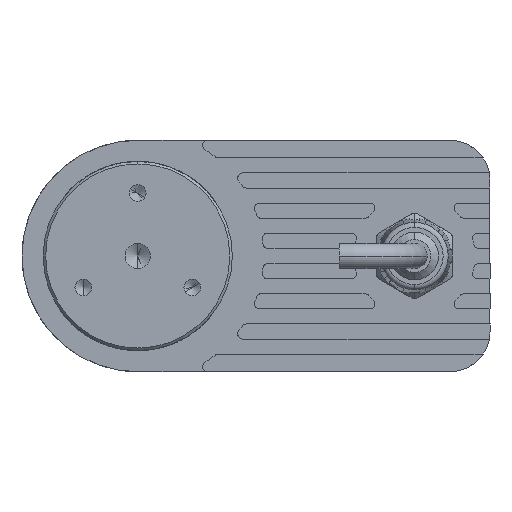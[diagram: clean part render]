
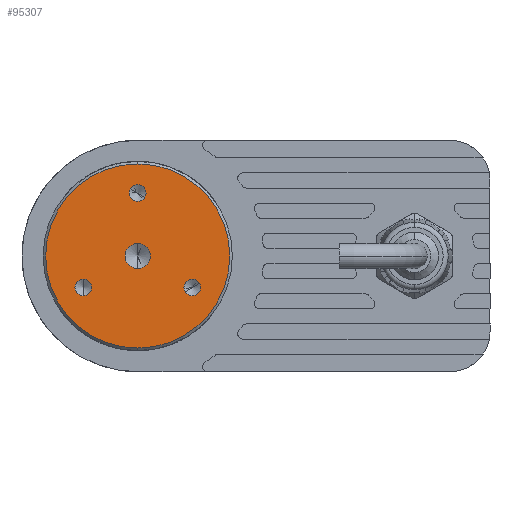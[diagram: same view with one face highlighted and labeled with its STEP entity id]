
A CAD part, left-side view. The second image highlights one B-rep face of the part: STEP entity #95307.
In plain terms, the highlighted planar face has unit normal (-1, 0, 0).
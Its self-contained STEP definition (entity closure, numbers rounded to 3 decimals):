
#306 = DIRECTION ( 'NONE',  ( 0., -0.866, -0.5 ) ) ;
#1180 = CARTESIAN_POINT ( 'NONE',  ( -57.08, -10.825, -6.25 ) ) ;
#3787 = ORIENTED_EDGE ( 'NONE', *, *, #25750, .F. ) ;
#4075 = EDGE_CURVE ( 'NONE', #120981, #36110, #11184, .T. ) ;
#4527 = DIRECTION ( 'NONE',  ( 0., 0., 1. ) ) ;
#10629 = DIRECTION ( 'NONE',  ( 0., 0.866, -0.5 ) ) ;
#10808 = ORIENTED_EDGE ( 'NONE', *, *, #64218, .T. ) ;
#11184 = CIRCLE ( 'NONE', #24069, 1.65 ) ;
#11931 = CARTESIAN_POINT ( 'NONE',  ( -57.08, -1.429, 11.675 ) ) ;
#12053 = EDGE_LOOP ( 'NONE', ( #102270, #18716 ) ) ;
#17015 = CARTESIAN_POINT ( 'NONE',  ( -57.08, -12.254, -5.425 ) ) ;
#18604 = VERTEX_POINT ( 'NONE', #66635 ) ;
#18684 = DIRECTION ( 'NONE',  ( -1., 0., 0. ) ) ;
#18716 = ORIENTED_EDGE ( 'NONE', *, *, #23642, .F. ) ;
#19656 = DIRECTION ( 'NONE',  ( -1., 0., 0. ) ) ;
#20946 = FACE_BOUND ( 'NONE', #113665, .T. ) ;
#21694 = EDGE_LOOP ( 'NONE', ( #66936, #87192 ) ) ;
#23642 = EDGE_CURVE ( 'NONE', #75737, #40709, #91921, .T. ) ;
#24069 = AXIS2_PLACEMENT_3D ( 'NONE', #112350, #56300, #306 ) ;
#24280 = AXIS2_PLACEMENT_3D ( 'NONE', #42318, #107759, #51694 ) ;
#25750 = EDGE_CURVE ( 'NONE', #50438, #78821, #48728, .T. ) ;
#26472 = AXIS2_PLACEMENT_3D ( 'NONE', #74699, #18684, #84081 ) ;
#28375 = CARTESIAN_POINT ( 'NONE',  ( -57.08, 0., 0. ) ) ;
#30090 = DIRECTION ( 'NONE',  ( -1., 0., 0. ) ) ;
#30333 = ORIENTED_EDGE ( 'NONE', *, *, #4075, .F. ) ;
#31153 = AXIS2_PLACEMENT_3D ( 'NONE', #38428, #103884, #47813 ) ;
#36014 = AXIS2_PLACEMENT_3D ( 'NONE', #28375, #93830, #37802 ) ;
#36110 = VERTEX_POINT ( 'NONE', #79119 ) ;
#36822 = VERTEX_POINT ( 'NONE', #112835 ) ;
#36837 = EDGE_CURVE ( 'NONE', #40709, #75737, #74150, .T. ) ;
#37619 = DIRECTION ( 'NONE',  ( -1., 0., 0. ) ) ;
#37802 = DIRECTION ( 'NONE',  ( 0., 0., 1. ) ) ;
#38035 = VERTEX_POINT ( 'NONE', #109977 ) ;
#38428 = CARTESIAN_POINT ( 'NONE',  ( -57.08, 10.825, -6.25 ) ) ;
#40709 = VERTEX_POINT ( 'NONE', #103869 ) ;
#40886 = DIRECTION ( 'NONE',  ( -1., 0., 0. ) ) ;
#41530 = PLANE ( 'NONE',  #24280 ) ;
#42318 = CARTESIAN_POINT ( 'NONE',  ( -57.08, 0., 0. ) ) ;
#43861 = AXIS2_PLACEMENT_3D ( 'NONE', #86065, #30090, #95540 ) ;
#45827 = FACE_BOUND ( 'NONE', #117055, .T. ) ;
#47813 = DIRECTION ( 'NONE',  ( 0., 0., 1. ) ) ;
#48728 = CIRCLE ( 'NONE', #43861, 1.65 ) ;
#48843 = CIRCLE ( 'NONE', #86736, 2.5 ) ;
#50438 = VERTEX_POINT ( 'NONE', #70075 ) ;
#51694 = DIRECTION ( 'NONE',  ( 0., 0., 1. ) ) ;
#51793 = CIRCLE ( 'NONE', #105281, 18.3 ) ;
#56300 = DIRECTION ( 'NONE',  ( -1., 0., 0. ) ) ;
#57628 = AXIS2_PLACEMENT_3D ( 'NONE', #1180, #66598, #10629 ) ;
#58886 = ORIENTED_EDGE ( 'NONE', *, *, #102934, .T. ) ;
#59571 = EDGE_CURVE ( 'NONE', #78821, #50438, #78678, .T. ) ;
#60568 = DIRECTION ( 'NONE',  ( -1., 0., 0. ) ) ;
#64218 = EDGE_CURVE ( 'NONE', #38035, #18604, #105977, .T. ) ;
#66598 = DIRECTION ( 'NONE',  ( -1., 0., 0. ) ) ;
#66635 = CARTESIAN_POINT ( 'NONE',  ( -57.08, 0., 18.3 ) ) ;
#66936 = ORIENTED_EDGE ( 'NONE', *, *, #69270, .F. ) ;
#67724 = FACE_BOUND ( 'NONE', #21694, .T. ) ;
#69270 = EDGE_CURVE ( 'NONE', #36822, #91934, #48843, .T. ) ;
#70075 = CARTESIAN_POINT ( 'NONE',  ( -57.08, -9.396, -7.075 ) ) ;
#74150 = CIRCLE ( 'NONE', #31153, 1.65 ) ;
#74699 = CARTESIAN_POINT ( 'NONE',  ( -57.08, 0., 12.5 ) ) ;
#75642 = CARTESIAN_POINT ( 'NONE',  ( -57.08, 0., 0. ) ) ;
#75737 = VERTEX_POINT ( 'NONE', #84558 ) ;
#76695 = ORIENTED_EDGE ( 'NONE', *, *, #59571, .F. ) ;
#78678 = CIRCLE ( 'NONE', #57628, 1.65 ) ;
#78821 = VERTEX_POINT ( 'NONE', #17015 ) ;
#79119 = CARTESIAN_POINT ( 'NONE',  ( -57.08, 1.429, 13.325 ) ) ;
#84081 = DIRECTION ( 'NONE',  ( 0., -0.866, -0.5 ) ) ;
#84558 = CARTESIAN_POINT ( 'NONE',  ( -57.08, 10.825, -7.9 ) ) ;
#85050 = DIRECTION ( 'NONE',  ( 0., 0., 1. ) ) ;
#86065 = CARTESIAN_POINT ( 'NONE',  ( -57.08, -10.825, -6.25 ) ) ;
#86736 = AXIS2_PLACEMENT_3D ( 'NONE', #75642, #19656, #85050 ) ;
#87192 = ORIENTED_EDGE ( 'NONE', *, *, #107491, .F. ) ;
#88240 = AXIS2_PLACEMENT_3D ( 'NONE', #93649, #37619, #103074 ) ;
#89831 = CARTESIAN_POINT ( 'NONE',  ( -57.08, 0., -2.5 ) ) ;
#91921 = CIRCLE ( 'NONE', #88240, 1.65 ) ;
#91934 = VERTEX_POINT ( 'NONE', #89831 ) ;
#92634 = FACE_BOUND ( 'NONE', #12053, .T. ) ;
#93404 = EDGE_CURVE ( 'NONE', #36110, #120981, #105095, .T. ) ;
#93649 = CARTESIAN_POINT ( 'NONE',  ( -57.08, 10.825, -6.25 ) ) ;
#93830 = DIRECTION ( 'NONE',  ( -1., 0., 0. ) ) ;
#95307 = ADVANCED_FACE ( 'NONE', ( #117488, #45827, #20946, #92634, #67724 ), #41530, .T. ) ;
#95540 = DIRECTION ( 'NONE',  ( 0., 0.866, -0.5 ) ) ;
#96919 = CARTESIAN_POINT ( 'NONE',  ( -57.08, 0., 0. ) ) ;
#97173 = ORIENTED_EDGE ( 'NONE', *, *, #93404, .F. ) ;
#102270 = ORIENTED_EDGE ( 'NONE', *, *, #36837, .F. ) ;
#102934 = EDGE_CURVE ( 'NONE', #18604, #38035, #51793, .T. ) ;
#103074 = DIRECTION ( 'NONE',  ( 0., 0., 1. ) ) ;
#103869 = CARTESIAN_POINT ( 'NONE',  ( -57.08, 10.825, -4.6 ) ) ;
#103884 = DIRECTION ( 'NONE',  ( -1., 0., 0. ) ) ;
#105095 = CIRCLE ( 'NONE', #26472, 1.65 ) ;
#105281 = AXIS2_PLACEMENT_3D ( 'NONE', #116573, #60568, #4527 ) ;
#105745 = EDGE_LOOP ( 'NONE', ( #10808, #58886 ) ) ;
#105977 = CIRCLE ( 'NONE', #36014, 18.3 ) ;
#106311 = DIRECTION ( 'NONE',  ( 0., 0., 1. ) ) ;
#107491 = EDGE_CURVE ( 'NONE', #91934, #36822, #115353, .T. ) ;
#107759 = DIRECTION ( 'NONE',  ( -1., 0., 0. ) ) ;
#109977 = CARTESIAN_POINT ( 'NONE',  ( -57.08, 0., -18.3 ) ) ;
#112350 = CARTESIAN_POINT ( 'NONE',  ( -57.08, 0., 12.5 ) ) ;
#112835 = CARTESIAN_POINT ( 'NONE',  ( -57.08, 0., 2.5 ) ) ;
#113454 = AXIS2_PLACEMENT_3D ( 'NONE', #96919, #40886, #106311 ) ;
#113665 = EDGE_LOOP ( 'NONE', ( #30333, #97173 ) ) ;
#115353 = CIRCLE ( 'NONE', #113454, 2.5 ) ;
#116573 = CARTESIAN_POINT ( 'NONE',  ( -57.08, 0., 0. ) ) ;
#117055 = EDGE_LOOP ( 'NONE', ( #3787, #76695 ) ) ;
#117488 = FACE_OUTER_BOUND ( 'NONE', #105745, .T. ) ;
#120981 = VERTEX_POINT ( 'NONE', #11931 ) ;
